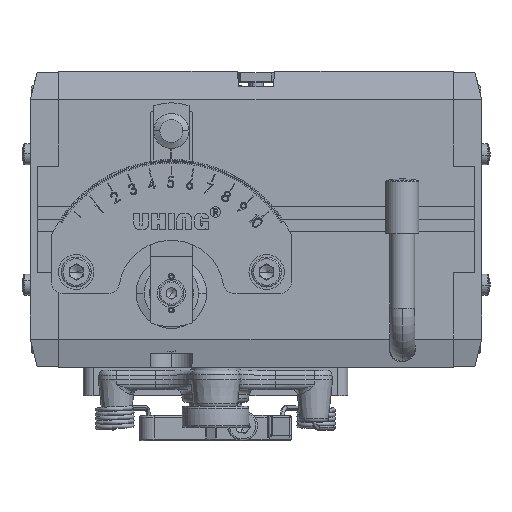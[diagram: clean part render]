
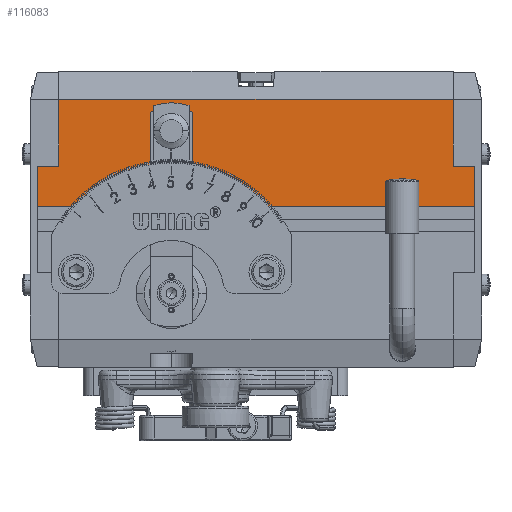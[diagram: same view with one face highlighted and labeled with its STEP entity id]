
A CAD part, top view. The second image highlights one B-rep face of the part: STEP entity #116083.
In plain terms, the highlighted planar face has unit normal (0, 0, 1).
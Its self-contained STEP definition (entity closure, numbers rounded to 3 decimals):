
#5055 = DIRECTION ( 'NONE',  ( -1., 0., 0. ) ) ;
#7821 = DIRECTION ( 'NONE',  ( -1., 0., 0. ) ) ;
#11648 = DIRECTION ( 'NONE',  ( -1., 0., 0. ) ) ;
#13097 = ORIENTED_EDGE ( 'NONE', *, *, #130596, .T. ) ;
#21522 = FACE_OUTER_BOUND ( 'NONE', #147164, .T. ) ;
#23443 = CARTESIAN_POINT ( 'NONE',  ( 62., 34., 34. ) ) ;
#24810 = VERTEX_POINT ( 'NONE', #60535 ) ;
#25464 = LINE ( 'NONE', #138206, #172475 ) ;
#27661 = EDGE_CURVE ( 'NONE', #161229, #91184, #107558, .T. ) ;
#33713 = LINE ( 'NONE', #133526, #73197 ) ;
#37082 = ORIENTED_EDGE ( 'NONE', *, *, #153451, .T. ) ;
#41935 = VECTOR ( 'NONE', #5055, 1000. ) ;
#44332 = ORIENTED_EDGE ( 'NONE', *, *, #138040, .F. ) ;
#47823 = ORIENTED_EDGE ( 'NONE', *, *, #112484, .T. ) ;
#49443 = LINE ( 'NONE', #105812, #70230 ) ;
#56123 = VERTEX_POINT ( 'NONE', #175714 ) ;
#57019 = LINE ( 'NONE', #111652, #141577 ) ;
#58084 = EDGE_CURVE ( 'NONE', #60964, #56123, #33713, .T. ) ;
#60535 = CARTESIAN_POINT ( 'NONE',  ( 56., 15., 34. ) ) ;
#60964 = VERTEX_POINT ( 'NONE', #77371 ) ;
#69110 = ORIENTED_EDGE ( 'NONE', *, *, #58084, .F. ) ;
#70230 = VECTOR ( 'NONE', #106723, 1000. ) ;
#71057 = DIRECTION ( 'NONE',  ( 0., 0., -1. ) ) ;
#72149 = CARTESIAN_POINT ( 'NONE',  ( -56., 34., 34. ) ) ;
#73197 = VECTOR ( 'NONE', #7821, 1000. ) ;
#77371 = CARTESIAN_POINT ( 'NONE',  ( 62., 3.5, 34. ) ) ;
#77858 = PLANE ( 'NONE',  #162147 ) ;
#81881 = EDGE_CURVE ( 'NONE', #154346, #91184, #49443, .T. ) ;
#86063 = LINE ( 'NONE', #102721, #179114 ) ;
#91045 = DIRECTION ( 'NONE',  ( 0., -1., 0. ) ) ;
#91184 = VERTEX_POINT ( 'NONE', #72149 ) ;
#94499 = DIRECTION ( 'NONE',  ( 0., -1., 0. ) ) ;
#98420 = EDGE_CURVE ( 'NONE', #161229, #24810, #57019, .T. ) ;
#101684 = VECTOR ( 'NONE', #94499, 1000. ) ;
#102721 = CARTESIAN_POINT ( 'NONE',  ( 62., 15., 34. ) ) ;
#103954 = ORIENTED_EDGE ( 'NONE', *, *, #81881, .F. ) ;
#104956 = CARTESIAN_POINT ( 'NONE',  ( 62., 34., 34. ) ) ;
#105812 = CARTESIAN_POINT ( 'NONE',  ( -56., 34., 34. ) ) ;
#106723 = DIRECTION ( 'NONE',  ( 0., 1., 0. ) ) ;
#107558 = LINE ( 'NONE', #23443, #41935 ) ;
#111652 = CARTESIAN_POINT ( 'NONE',  ( 56., 34., 34. ) ) ;
#112484 = EDGE_CURVE ( 'NONE', #154346, #157489, #25464, .T. ) ;
#113369 = VERTEX_POINT ( 'NONE', #145444 ) ;
#113866 = ORIENTED_EDGE ( 'NONE', *, *, #27661, .T. ) ;
#115339 = VECTOR ( 'NONE', #91045, 1000. ) ;
#116083 = ADVANCED_FACE ( 'NONE', ( #21522 ), #77858, .F. ) ;
#127521 = DIRECTION ( 'NONE',  ( 0., 1., 0. ) ) ;
#130596 = EDGE_CURVE ( 'NONE', #157489, #56123, #136079, .T. ) ;
#131246 = ORIENTED_EDGE ( 'NONE', *, *, #98420, .F. ) ;
#133526 = CARTESIAN_POINT ( 'NONE',  ( 62., 3.5, 34. ) ) ;
#135899 = CARTESIAN_POINT ( 'NONE',  ( -56., 15., 34. ) ) ;
#136079 = LINE ( 'NONE', #176793, #101684 ) ;
#138040 = EDGE_CURVE ( 'NONE', #113369, #60964, #157589, .T. ) ;
#138206 = CARTESIAN_POINT ( 'NONE',  ( 62., 15., 34. ) ) ;
#140377 = CARTESIAN_POINT ( 'NONE',  ( -62., 15., 34. ) ) ;
#141577 = VECTOR ( 'NONE', #181875, 1000. ) ;
#145444 = CARTESIAN_POINT ( 'NONE',  ( 62., 15., 34. ) ) ;
#147164 = EDGE_LOOP ( 'NONE', ( #103954, #47823, #13097, #69110, #44332, #37082, #131246, #113866 ) ) ;
#153451 = EDGE_CURVE ( 'NONE', #113369, #24810, #86063, .T. ) ;
#154346 = VERTEX_POINT ( 'NONE', #135899 ) ;
#157489 = VERTEX_POINT ( 'NONE', #140377 ) ;
#157589 = LINE ( 'NONE', #104956, #115339 ) ;
#158978 = DIRECTION ( 'NONE',  ( -1., 0., 0. ) ) ;
#161229 = VERTEX_POINT ( 'NONE', #177377 ) ;
#162147 = AXIS2_PLACEMENT_3D ( 'NONE', #177709, #71057, #127521 ) ;
#172475 = VECTOR ( 'NONE', #11648, 1000. ) ;
#175714 = CARTESIAN_POINT ( 'NONE',  ( -62., 3.5, 34. ) ) ;
#176793 = CARTESIAN_POINT ( 'NONE',  ( -62., 34., 34. ) ) ;
#177377 = CARTESIAN_POINT ( 'NONE',  ( 56., 34., 34. ) ) ;
#177709 = CARTESIAN_POINT ( 'NONE',  ( 62., 34., 34. ) ) ;
#179114 = VECTOR ( 'NONE', #158978, 1000. ) ;
#181875 = DIRECTION ( 'NONE',  ( 0., -1., 0. ) ) ;
